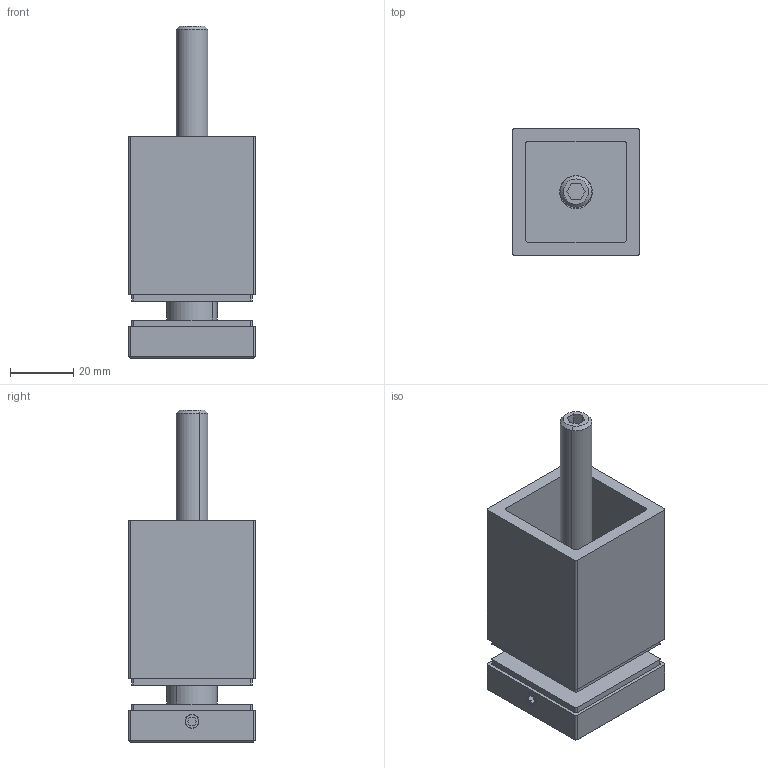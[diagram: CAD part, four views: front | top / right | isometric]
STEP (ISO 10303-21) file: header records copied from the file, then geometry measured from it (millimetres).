
FILE_DESCRIPTION (( 'STEP AP203' ), '1' );
FILE_NAME ('A_0745-500 Odliatok.STEP', '2019-05-06T09:50:24', ( '' ), ( '' ), 'SwSTEP 2.0', 'SolidWorks 2013', '' );
FILE_SCHEMA (( 'CONFIG_CONTROL_DESIGN' ));
Length unit declared in the file: millimetre
Products named in the file (8): A_0745-500.P6; A_0745-500.P5 Odliatok; A_0745-500.P2 Odliatok; A_0745-500.P4; A_0745-500.P7; A_0745-500.P1 Odliatok_Default<Jako obrobenì>; A_0745-500 Odliatok; A_0745-500.P3
Assembly tree (8 placements, depth 2):
  A_0745-500 Odliatok
    A_0745-500.P1 Odliatok_Default<Jako obrobenì>
    A_0745-500.P2 Odliatok
    A_0745-500.P3
    A_0745-500.P4
    A_0745-500.P5 Odliatok  x2
    A_0745-500.P6
    A_0745-500.P7
Bounding box: 40 x 40 x 105 mm (x, y, z)
Volume: 60685.4 mm3; surface area: 35080.3 mm2
Topology: 8 solids, 8 shells, 126 faces, 293 edges, 181 vertices
Faces by surface type: plane 57, cylinder 48, cone 21
Entity records: 4141 total; most frequent: CARTESIAN_POINT 649, DIRECTION 587, ORIENTED_EDGE 510, EDGE_CURVE 255, AXIS2_PLACEMENT_3D 217, VERTEX_POINT 161, LINE 153, VECTOR 153
